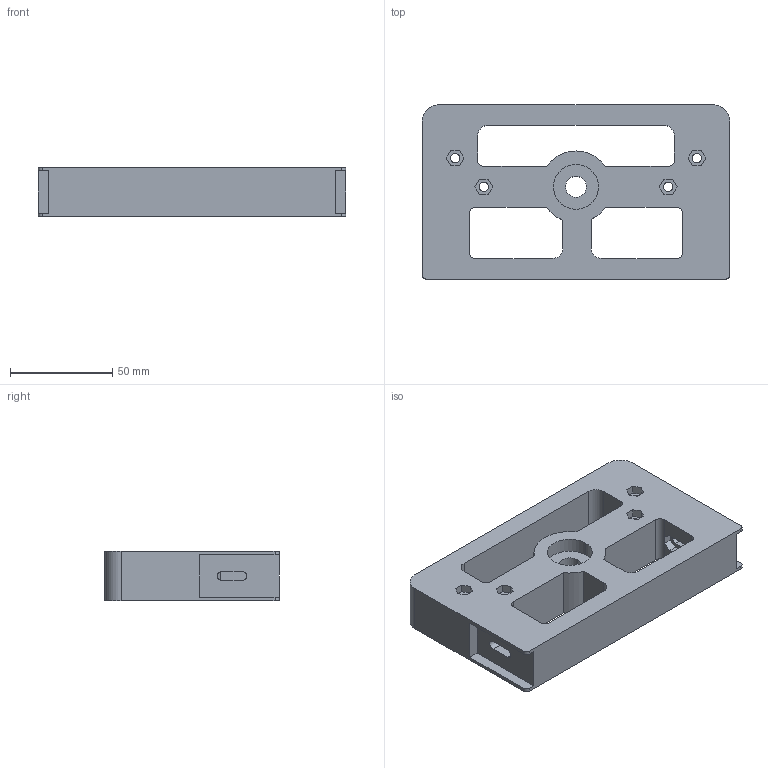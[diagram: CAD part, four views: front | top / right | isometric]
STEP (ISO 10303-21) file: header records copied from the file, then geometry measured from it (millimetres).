
FILE_DESCRIPTION (( 'STEP AP203' ), '1' );
FILE_NAME ('Top_Base_01_Default_sldprt.STEP', '2022-10-13T18:07:57', ( '' ), ( '' ), 'SwSTEP 2.0', 'SolidWorks 2022', '' );
FILE_SCHEMA (( 'CONFIG_CONTROL_DESIGN' ));
Length unit declared in the file: millimetre
Products named in the file (1): Top_Base_01_Default_sldprt
Bounding box: 150 x 85 x 24 mm (x, y, z)
Volume: 183067.7 mm3; surface area: 46004.5 mm2
Topology: 1 solids, 1 shells, 132 faces, 363 edges, 242 vertices
Faces by surface type: plane 88, cylinder 44
Entity records: 4312 total; most frequent: CARTESIAN_POINT 738, ORIENTED_EDGE 726, DIRECTION 717, EDGE_CURVE 363, LINE 275, VECTOR 275, VERTEX_POINT 242, AXIS2_PLACEMENT_3D 221
